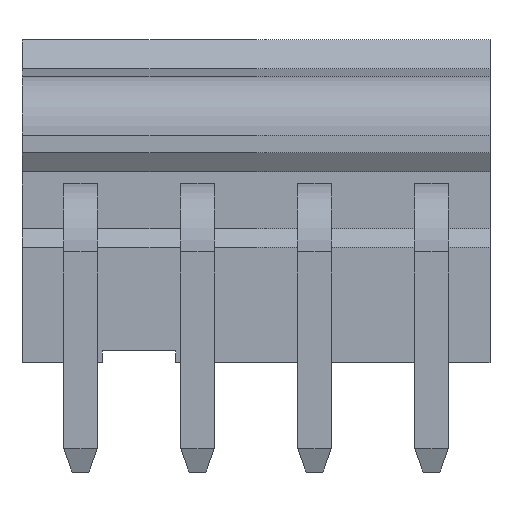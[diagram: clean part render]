
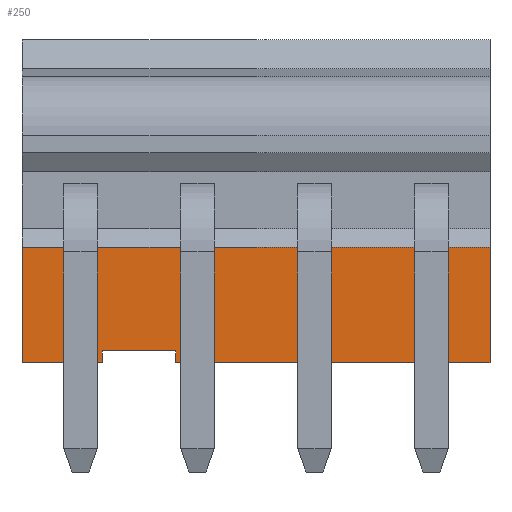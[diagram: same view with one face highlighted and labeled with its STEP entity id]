
A CAD part, front view. The second image highlights one B-rep face of the part: STEP entity #250.
In plain terms, the highlighted planar face has unit normal (0, -1, 0).
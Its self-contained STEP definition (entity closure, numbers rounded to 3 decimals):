
#250=ADVANCED_FACE('',(#655),#657,.T.);
#655=FACE_BOUND('',#656,.T.);
#656=EDGE_LOOP('',(#970,#971,#972,#973,#974,#975,#976,#977));
#657=PLANE('',#658);
#658=AXIS2_PLACEMENT_3D('',#659,#660,#661);
#659=CARTESIAN_POINT('',(13.86,3.5,0.));
#660=DIRECTION('',(0.,-1.,0.));
#661=DIRECTION('',(0.,0.,1.));
#970=ORIENTED_EDGE('',*,*,#1200,.T.);
#971=ORIENTED_EDGE('',*,*,#1201,.F.);
#972=ORIENTED_EDGE('',*,*,#1202,.T.);
#973=ORIENTED_EDGE('',*,*,#1203,.T.);
#974=ORIENTED_EDGE('',*,*,#1204,.F.);
#975=ORIENTED_EDGE('',*,*,#1205,.F.);
#976=ORIENTED_EDGE('',*,*,#1206,.T.);
#977=ORIENTED_EDGE('',*,*,#1207,.T.);
#1200=EDGE_CURVE('',#1315,#1316,#1317,.F.);
#1201=EDGE_CURVE('',#1318,#1316,#1319,.T.);
#1202=EDGE_CURVE('',#1318,#1320,#1321,.T.);
#1203=EDGE_CURVE('',#1320,#1322,#1323,.T.);
#1204=EDGE_CURVE('',#1324,#1322,#1325,.T.);
#1205=EDGE_CURVE('',#1326,#1324,#1327,.T.);
#1206=EDGE_CURVE('',#1326,#1328,#1329,.F.);
#1207=EDGE_CURVE('',#1328,#1315,#1330,.F.);
#1315=VERTEX_POINT('',#1504);
#1316=VERTEX_POINT('',#1505);
#1317=LINE('',#1506,#1507);
#1318=VERTEX_POINT('',#1509);
#1319=LINE('',#1510,#1511);
#1320=VERTEX_POINT('',#1513);
#1321=LINE('',#1514,#1515);
#1322=VERTEX_POINT('',#1517);
#1323=LINE('',#1518,#1519);
#1324=VERTEX_POINT('',#1521);
#1325=LINE('',#1522,#1523);
#1326=VERTEX_POINT('',#1525);
#1327=LINE('',#1526,#1527);
#1328=VERTEX_POINT('',#1529);
#1329=LINE('',#1530,#1531);
#1330=LINE('',#1533,#1534);
#1504=CARTESIAN_POINT('',(3.23,3.5,0.4));
#1505=CARTESIAN_POINT('',(3.23,3.5,0.));
#1506=CARTESIAN_POINT('',(3.23,3.5,0.));
#1507=VECTOR('',#1508,1.);
#1508=DIRECTION('',(0.,0.,1.));
#1509=CARTESIAN_POINT('',(13.86,3.5,0.));
#1510=CARTESIAN_POINT('',(13.86,3.5,0.));
#1511=VECTOR('',#1512,1.);
#1512=DIRECTION('',(-1.,0.,0.));
#1513=CARTESIAN_POINT('',(13.86,3.5,3.9));
#1514=CARTESIAN_POINT('',(13.86,3.5,0.));
#1515=VECTOR('',#1516,1.);
#1516=DIRECTION('',(0.,0.,1.));
#1517=CARTESIAN_POINT('',(-1.98,3.5,3.9));
#1518=CARTESIAN_POINT('',(13.86,3.5,3.9));
#1519=VECTOR('',#1520,1.);
#1520=DIRECTION('',(-1.,0.,0.));
#1521=CARTESIAN_POINT('',(-1.98,3.5,0.));
#1522=CARTESIAN_POINT('',(-1.98,3.5,0.));
#1523=VECTOR('',#1524,1.);
#1524=DIRECTION('',(0.,0.,1.));
#1525=CARTESIAN_POINT('',(0.73,3.5,0.));
#1526=CARTESIAN_POINT('',(0.73,3.5,0.));
#1527=VECTOR('',#1528,1.);
#1528=DIRECTION('',(-1.,0.,0.));
#1529=CARTESIAN_POINT('',(0.73,3.5,0.4));
#1530=CARTESIAN_POINT('',(0.73,3.5,0.4));
#1531=VECTOR('',#1532,1.);
#1532=DIRECTION('',(0.,0.,-1.));
#1533=CARTESIAN_POINT('',(3.23,3.5,0.4));
#1534=VECTOR('',#1535,1.);
#1535=DIRECTION('',(-1.,0.,0.));
